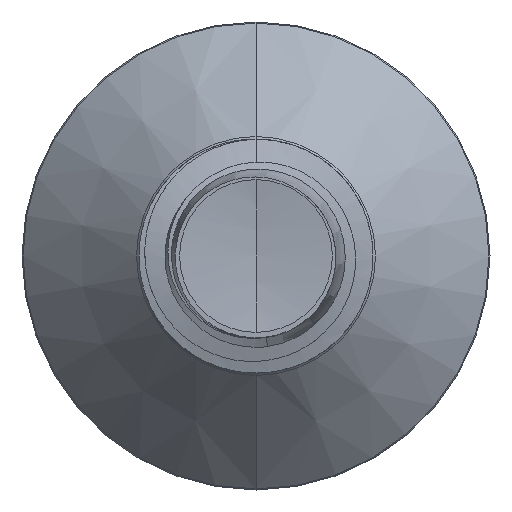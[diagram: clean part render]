
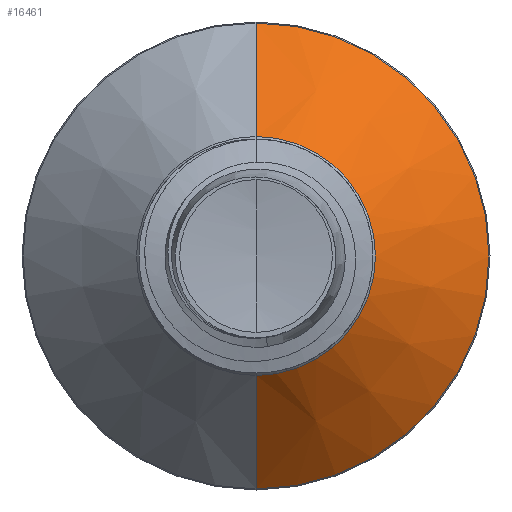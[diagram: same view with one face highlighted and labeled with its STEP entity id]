
A CAD part, front view. The second image highlights one B-rep face of the part: STEP entity #16461.
In plain terms, the highlighted conical face has half-angle 45 degrees and reference radius 2.042 mm.
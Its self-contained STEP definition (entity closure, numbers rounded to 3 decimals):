
#239 = CARTESIAN_POINT ( 'NONE',  ( 0., 5.842, 0. ) ) ;
#621 = LINE ( 'NONE', #2446, #8187 ) ;
#1663 = VERTEX_POINT ( 'NONE', #9061 ) ;
#1704 = CARTESIAN_POINT ( 'NONE',  ( 0., 5.842, 2.042 ) ) ;
#2446 = CARTESIAN_POINT ( 'NONE',  ( 0., 5.842, -2.042 ) ) ;
#2713 = ORIENTED_EDGE ( 'NONE', *, *, #16523, .F. ) ;
#3819 = EDGE_LOOP ( 'NONE', ( #17728, #12565, #9463, #2713 ) ) ;
#4769 = DIRECTION ( 'NONE',  ( 0., 0.707, 0.707 ) ) ;
#4896 = VERTEX_POINT ( 'NONE', #12890 ) ;
#5341 = CARTESIAN_POINT ( 'NONE',  ( 0., 7.782, 3.982 ) ) ;
#6546 = VECTOR ( 'NONE', #4769, 1000. ) ;
#7003 = LINE ( 'NONE', #1704, #6546 ) ;
#7087 = CARTESIAN_POINT ( 'NONE',  ( 0., 7.782, 0. ) ) ;
#7128 = CARTESIAN_POINT ( 'NONE',  ( 0., 5.842, 2.042 ) ) ;
#7287 = EDGE_CURVE ( 'NONE', #12218, #1663, #10867, .T. ) ;
#7706 = DIRECTION ( 'NONE',  ( 0., 0., 1. ) ) ;
#8003 = CIRCLE ( 'NONE', #9280, 2.042 ) ;
#8187 = VECTOR ( 'NONE', #11286, 1000. ) ;
#8571 = AXIS2_PLACEMENT_3D ( 'NONE', #239, #10579, #7706 ) ;
#8576 = DIRECTION ( 'NONE',  ( 0., 0., 1. ) ) ;
#8669 = CARTESIAN_POINT ( 'NONE',  ( 0., 5.842, 0. ) ) ;
#9061 = CARTESIAN_POINT ( 'NONE',  ( 0., 7.782, -3.982 ) ) ;
#9280 = AXIS2_PLACEMENT_3D ( 'NONE', #8669, #17652, #10101 ) ;
#9463 = ORIENTED_EDGE ( 'NONE', *, *, #7287, .F. ) ;
#10101 = DIRECTION ( 'NONE',  ( 0., 0., 1. ) ) ;
#10196 = EDGE_CURVE ( 'NONE', #12966, #4896, #8003, .T. ) ;
#10579 = DIRECTION ( 'NONE',  ( 0., 1., 0. ) ) ;
#10867 = CIRCLE ( 'NONE', #12499, 3.982 ) ;
#11286 = DIRECTION ( 'NONE',  ( 0., 0.707, -0.707 ) ) ;
#12218 = VERTEX_POINT ( 'NONE', #5341 ) ;
#12499 = AXIS2_PLACEMENT_3D ( 'NONE', #7087, #16429, #8576 ) ;
#12565 = ORIENTED_EDGE ( 'NONE', *, *, #15176, .T. ) ;
#12890 = CARTESIAN_POINT ( 'NONE',  ( 0., 5.842, -2.042 ) ) ;
#12966 = VERTEX_POINT ( 'NONE', #7128 ) ;
#13522 = CONICAL_SURFACE ( 'NONE', #8571, 2.042, 0.785 ) ;
#13921 = FACE_OUTER_BOUND ( 'NONE', #3819, .T. ) ;
#15176 = EDGE_CURVE ( 'NONE', #4896, #1663, #621, .T. ) ;
#16429 = DIRECTION ( 'NONE',  ( 0., 1., 0. ) ) ;
#16461 = ADVANCED_FACE ( 'NONE', ( #13921 ), #13522, .T. ) ;
#16523 = EDGE_CURVE ( 'NONE', #12966, #12218, #7003, .T. ) ;
#17652 = DIRECTION ( 'NONE',  ( 0., 1., 0. ) ) ;
#17728 = ORIENTED_EDGE ( 'NONE', *, *, #10196, .T. ) ;
